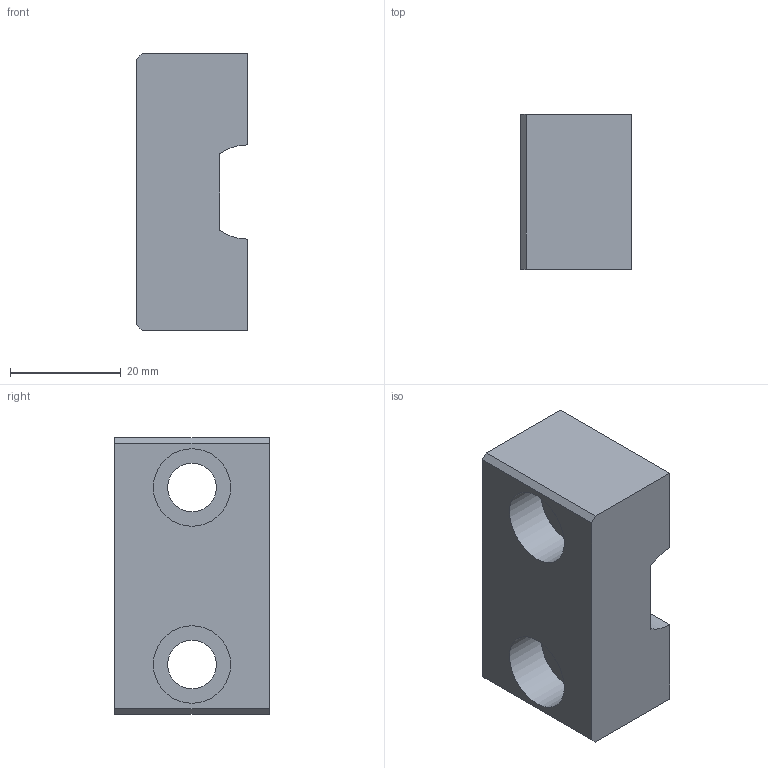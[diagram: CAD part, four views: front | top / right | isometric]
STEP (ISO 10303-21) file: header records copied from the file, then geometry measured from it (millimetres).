
FILE_DESCRIPTION(('FreeCAD Model'),'2;1');
FILE_NAME('Trottinette - Support moteur - Pièce gauche.step','2018-05-01T22:55:03',('Author'),(''), 'Open CASCADE STEP processor 7.2','FreeCAD','Unknown');
FILE_SCHEMA(('AUTOMOTIVE_DESIGN { 1 0 10303 214 1 1 1 1 }'));
Length unit declared in the file: millimetre
Products named in the file (1): Pièce_gauche
Bounding box: 20 x 28 x 50 mm (x, y, z)
Volume: 21809.3 mm3; surface area: 7061.6 mm2
Topology: 1 solids, 1 shells, 22 faces, 54 edges, 36 vertices
Faces by surface type: plane 16, cylinder 6
Full cylindrical faces by diameter (mm): 8.8 x2, 14 x2
Entity records: 1534 total; most frequent: CARTESIAN_POINT 267, DIRECTION 204, LINE 128, VECTOR 128, ORIENTED_EDGE 108, PCURVE 108, DEFINITIONAL_REPRESENTATION 108, EDGE_CURVE 54
